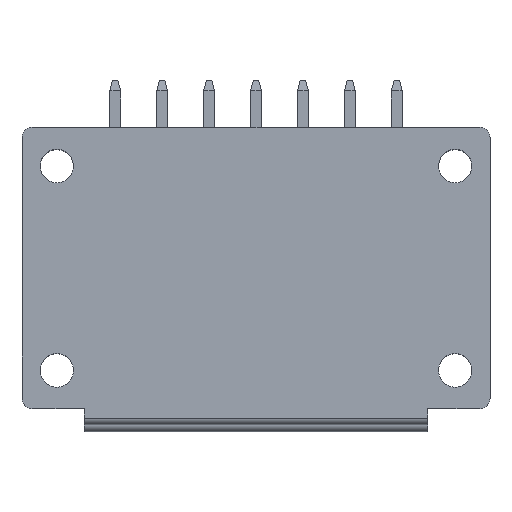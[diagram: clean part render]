
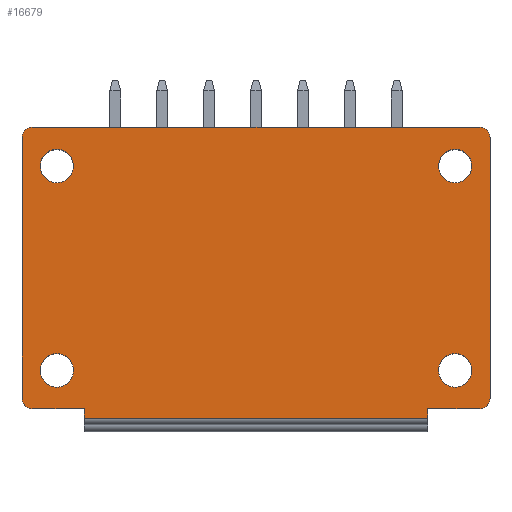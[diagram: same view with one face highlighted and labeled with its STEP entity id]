
A CAD part, top view. The second image highlights one B-rep face of the part: STEP entity #16679.
In plain terms, the highlighted planar face has unit normal (0, 0, 1).
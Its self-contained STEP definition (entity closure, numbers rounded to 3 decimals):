
#301=CARTESIAN_POINT('',(-27.8,-6.74,9.2));
#302=DIRECTION('',(0.,0.,-1.));
#303=DIRECTION('',(-1.,0.,0.));
#304=AXIS2_PLACEMENT_3D('',#301,#302,#303);
#306=CARTESIAN_POINT('',(-27.8,-6.74,9.2));
#307=DIRECTION('',(0.,0.,-1.));
#308=DIRECTION('',(1.,0.,0.));
#309=AXIS2_PLACEMENT_3D('',#306,#307,#308);
#311=CARTESIAN_POINT('',(-27.8,8.5,9.2));
#312=DIRECTION('',(0.,0.,-1.));
#313=DIRECTION('',(-1.,0.,0.));
#314=AXIS2_PLACEMENT_3D('',#311,#312,#313);
#316=CARTESIAN_POINT('',(-27.8,8.5,9.2));
#317=DIRECTION('',(0.,0.,-1.));
#318=DIRECTION('',(1.,0.,0.));
#319=AXIS2_PLACEMENT_3D('',#316,#317,#318);
#321=CARTESIAN_POINT('',(1.9,-6.74,9.2));
#322=DIRECTION('',(0.,0.,1.));
#323=DIRECTION('',(1.,0.,0.));
#324=AXIS2_PLACEMENT_3D('',#321,#322,#323);
#326=CARTESIAN_POINT('',(1.9,-6.74,9.2));
#327=DIRECTION('',(0.,0.,1.));
#328=DIRECTION('',(-1.,0.,0.));
#329=AXIS2_PLACEMENT_3D('',#326,#327,#328);
#331=CARTESIAN_POINT('',(1.9,8.5,9.2));
#332=DIRECTION('',(0.,0.,1.));
#333=DIRECTION('',(1.,0.,0.));
#334=AXIS2_PLACEMENT_3D('',#331,#332,#333);
#336=CARTESIAN_POINT('',(1.9,8.5,9.2));
#337=DIRECTION('',(0.,0.,1.));
#338=DIRECTION('',(-1.,0.,0.));
#339=AXIS2_PLACEMENT_3D('',#336,#337,#338);
#341=DIRECTION('',(0.,-1.,0.));
#342=VECTOR('',#341,0.7);
#343=CARTESIAN_POINT('',(-25.75,-9.6,9.2));
#344=LINE('',#343,#342);
#345=DIRECTION('',(1.,0.,0.));
#346=VECTOR('',#345,3.85);
#347=CARTESIAN_POINT('',(-29.6,-9.6,9.2));
#348=LINE('',#347,#346);
#349=CARTESIAN_POINT('',(-29.6,-8.8,9.2));
#350=DIRECTION('',(0.,0.,1.));
#351=DIRECTION('',(-1.,0.,0.));
#352=AXIS2_PLACEMENT_3D('',#349,#350,#351);
#354=CARTESIAN_POINT('',(-29.6,10.6,9.2));
#355=DIRECTION('',(0.,0.,1.));
#356=DIRECTION('',(0.,1.,0.));
#357=AXIS2_PLACEMENT_3D('',#354,#355,#356);
#359=CARTESIAN_POINT('',(3.7,10.6,9.2));
#360=DIRECTION('',(0.,0.,-1.));
#361=DIRECTION('',(0.,1.,0.));
#362=AXIS2_PLACEMENT_3D('',#359,#360,#361);
#364=CARTESIAN_POINT('',(3.7,-8.8,9.2));
#365=DIRECTION('',(0.,0.,-1.));
#366=DIRECTION('',(1.,0.,0.));
#367=AXIS2_PLACEMENT_3D('',#364,#365,#366);
#369=DIRECTION('',(-1.,0.,0.));
#370=VECTOR('',#369,3.85);
#371=CARTESIAN_POINT('',(3.7,-9.6,9.2));
#372=LINE('',#371,#370);
#373=DIRECTION('',(0.,-1.,0.));
#374=VECTOR('',#373,0.7);
#375=CARTESIAN_POINT('',(-0.15,-9.6,9.2));
#376=LINE('',#375,#374);
#5906=DIRECTION('',(0.,-1.,0.));
#5907=VECTOR('',#5906,19.4);
#5908=CARTESIAN_POINT('',(-30.4,10.6,9.2));
#5909=LINE('',#5908,#5907);
#6138=DIRECTION('',(-1.,0.,0.));
#6139=VECTOR('',#6138,33.3);
#6140=CARTESIAN_POINT('',(3.7,11.4,9.2));
#6141=LINE('',#6140,#6139);
#7046=DIRECTION('',(0.,1.,0.));
#7047=VECTOR('',#7046,19.4);
#7048=CARTESIAN_POINT('',(4.5,-8.8,9.2));
#7049=LINE('',#7048,#7047);
#7121=DIRECTION('',(-1.,0.,0.));
#7122=VECTOR('',#7121,25.6);
#7123=CARTESIAN_POINT('',(-0.15,-10.3,9.2));
#7124=LINE('',#7123,#7122);
#15872=CARTESIAN_POINT('',(-0.15,-10.3,9.2));
#15874=VERTEX_POINT('',#15872);
#15882=CARTESIAN_POINT('',(-25.75,-10.3,9.2));
#15884=VERTEX_POINT('',#15882);
#16236=CARTESIAN_POINT('',(3.15,8.5,9.2));
#16237=CARTESIAN_POINT('',(0.65,8.5,9.2));
#16238=VERTEX_POINT('',#16236);
#16239=VERTEX_POINT('',#16237);
#16240=CARTESIAN_POINT('',(3.15,-6.74,9.2));
#16241=CARTESIAN_POINT('',(0.65,-6.74,9.2));
#16242=VERTEX_POINT('',#16240);
#16243=VERTEX_POINT('',#16241);
#16244=CARTESIAN_POINT('',(3.7,11.4,9.2));
#16245=CARTESIAN_POINT('',(4.5,10.6,9.2));
#16246=VERTEX_POINT('',#16244);
#16247=VERTEX_POINT('',#16245);
#16248=CARTESIAN_POINT('',(4.5,-8.8,9.2));
#16249=CARTESIAN_POINT('',(3.7,-9.6,9.2));
#16250=VERTEX_POINT('',#16248);
#16251=VERTEX_POINT('',#16249);
#16252=CARTESIAN_POINT('',(-0.15,-9.6,9.2));
#16253=VERTEX_POINT('',#16252);
#16286=CARTESIAN_POINT('',(-29.05,8.5,9.2));
#16287=CARTESIAN_POINT('',(-26.55,8.5,9.2));
#16288=VERTEX_POINT('',#16286);
#16289=VERTEX_POINT('',#16287);
#16290=CARTESIAN_POINT('',(-29.05,-6.74,9.2));
#16291=CARTESIAN_POINT('',(-26.55,-6.74,9.2));
#16292=VERTEX_POINT('',#16290);
#16293=VERTEX_POINT('',#16291);
#16294=CARTESIAN_POINT('',(-29.6,11.4,9.2));
#16295=CARTESIAN_POINT('',(-30.4,10.6,9.2));
#16296=VERTEX_POINT('',#16294);
#16297=VERTEX_POINT('',#16295);
#16298=CARTESIAN_POINT('',(-30.4,-8.8,9.2));
#16299=CARTESIAN_POINT('',(-29.6,-9.6,9.2));
#16300=VERTEX_POINT('',#16298);
#16301=VERTEX_POINT('',#16299);
#16302=CARTESIAN_POINT('',(-25.75,-9.6,9.2));
#16303=VERTEX_POINT('',#16302);
#16626=CARTESIAN_POINT('',(0.,11.4,9.2));
#16627=DIRECTION('',(0.,0.,1.));
#16628=DIRECTION('',(0.,-1.,0.));
#16629=AXIS2_PLACEMENT_3D('',#16626,#16627,#16628);
#16630=PLANE('',#16629);
#16632=ORIENTED_EDGE('',*,*,#16631,.F.);
#16634=ORIENTED_EDGE('',*,*,#16633,.F.);
#16636=ORIENTED_EDGE('',*,*,#16635,.F.);
#16638=ORIENTED_EDGE('',*,*,#16637,.F.);
#16640=ORIENTED_EDGE('',*,*,#16639,.F.);
#16642=ORIENTED_EDGE('',*,*,#16641,.F.);
#16644=ORIENTED_EDGE('',*,*,#16643,.T.);
#16646=ORIENTED_EDGE('',*,*,#16645,.F.);
#16648=ORIENTED_EDGE('',*,*,#16647,.T.);
#16650=ORIENTED_EDGE('',*,*,#16649,.T.);
#16652=ORIENTED_EDGE('',*,*,#16651,.T.);
#16654=ORIENTED_EDGE('',*,*,#16653,.T.);
#16655=EDGE_LOOP('',(#16632,#16634,#16636,#16638,#16640,#16642,#16644,#16646,
#16648,#16650,#16652,#16654));
#16656=FACE_OUTER_BOUND('',#16655,.F.);
#16657=ORIENTED_EDGE('',*,*,#16606,.F.);
#16658=ORIENTED_EDGE('',*,*,#16620,.F.);
#16659=EDGE_LOOP('',(#16657,#16658));
#16660=FACE_BOUND('',#16659,.F.);
#16662=ORIENTED_EDGE('',*,*,#16661,.T.);
#16664=ORIENTED_EDGE('',*,*,#16663,.T.);
#16665=EDGE_LOOP('',(#16662,#16664));
#16666=FACE_BOUND('',#16665,.F.);
#16668=ORIENTED_EDGE('',*,*,#16667,.T.);
#16670=ORIENTED_EDGE('',*,*,#16669,.T.);
#16671=EDGE_LOOP('',(#16668,#16670));
#16672=FACE_BOUND('',#16671,.F.);
#16674=ORIENTED_EDGE('',*,*,#16673,.F.);
#16676=ORIENTED_EDGE('',*,*,#16675,.F.);
#16677=EDGE_LOOP('',(#16674,#16676));
#16678=FACE_BOUND('',#16677,.F.);
#16679=ADVANCED_FACE('',(#16656,#16660,#16666,#16672,#16678),#16630,.T.);
#305=CIRCLE('',#304,1.25);
#310=CIRCLE('',#309,1.25);
#315=CIRCLE('',#314,1.25);
#320=CIRCLE('',#319,1.25);
#325=CIRCLE('',#324,1.25);
#330=CIRCLE('',#329,1.25);
#335=CIRCLE('',#334,1.25);
#340=CIRCLE('',#339,1.25);
#353=CIRCLE('',#352,0.8);
#358=CIRCLE('',#357,0.8);
#363=CIRCLE('',#362,0.8);
#368=CIRCLE('',#367,0.8);
#16606=EDGE_CURVE('',#16288,#16289,#315,.T.);
#16620=EDGE_CURVE('',#16289,#16288,#320,.T.);
#16631=EDGE_CURVE('',#16303,#15884,#344,.T.);
#16633=EDGE_CURVE('',#16301,#16303,#348,.T.);
#16635=EDGE_CURVE('',#16300,#16301,#353,.T.);
#16637=EDGE_CURVE('',#16297,#16300,#5909,.T.);
#16639=EDGE_CURVE('',#16296,#16297,#358,.T.);
#16641=EDGE_CURVE('',#16246,#16296,#6141,.T.);
#16643=EDGE_CURVE('',#16246,#16247,#363,.T.);
#16645=EDGE_CURVE('',#16250,#16247,#7049,.T.);
#16647=EDGE_CURVE('',#16250,#16251,#368,.T.);
#16649=EDGE_CURVE('',#16251,#16253,#372,.T.);
#16651=EDGE_CURVE('',#16253,#15874,#376,.T.);
#16653=EDGE_CURVE('',#15874,#15884,#7124,.T.);
#16661=EDGE_CURVE('',#16242,#16243,#325,.T.);
#16663=EDGE_CURVE('',#16243,#16242,#330,.T.);
#16667=EDGE_CURVE('',#16238,#16239,#335,.T.);
#16669=EDGE_CURVE('',#16239,#16238,#340,.T.);
#16673=EDGE_CURVE('',#16292,#16293,#305,.T.);
#16675=EDGE_CURVE('',#16293,#16292,#310,.T.);
